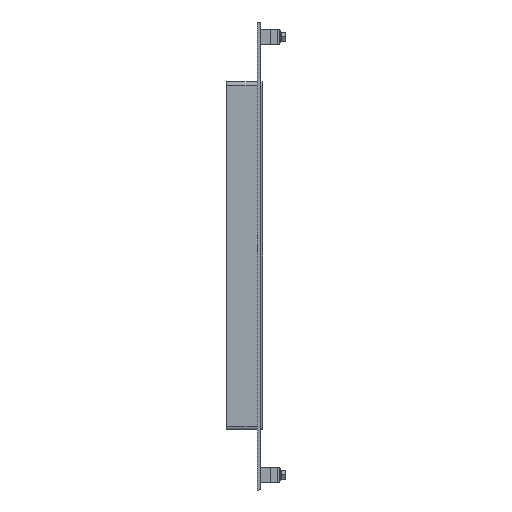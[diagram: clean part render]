
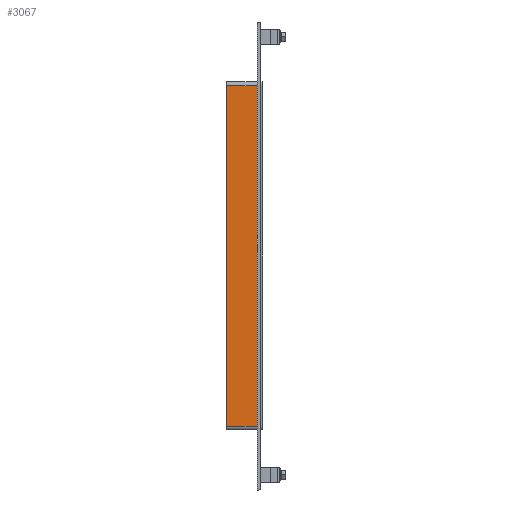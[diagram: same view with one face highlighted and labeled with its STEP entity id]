
A CAD part, left-side view. The second image highlights one B-rep face of the part: STEP entity #3067.
In plain terms, the highlighted planar face has unit normal (-1, 0, 0).
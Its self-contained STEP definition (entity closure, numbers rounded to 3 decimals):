
#1850=CARTESIAN_POINT('',(-392.5,57.0,-284.));
#1851=VERTEX_POINT('',#1850);
#1861=CARTESIAN_POINT('',(-392.5,57.0,284.0));
#1862=VERTEX_POINT('',#1861);
#1863=CARTESIAN_POINT('',(-392.5,57.0,-284.));
#1864=DIRECTION('',(0.0,0.0,1.0));
#1865=VECTOR('',#1864,568.0);
#1866=LINE('',#1863,#1865);
#1867=EDGE_CURVE('',#1851,#1862,#1866,.T.);
#2561=CARTESIAN_POINT('',(-392.5,6.,284.0));
#2562=VERTEX_POINT('',#2561);
#2572=CARTESIAN_POINT('',(-392.5,6.,-284.));
#2573=VERTEX_POINT('',#2572);
#2574=CARTESIAN_POINT('',(-392.5,6.,-284.));
#2575=DIRECTION('',(0.0,0.0,1.0));
#2576=VECTOR('',#2575,568.0);
#2577=LINE('',#2574,#2576);
#2578=EDGE_CURVE('',#2573,#2562,#2577,.T.);
#3006=CARTESIAN_POINT('',(-392.5,6.,-284.));
#3007=DIRECTION('',(0.0,1.0,0.0));
#3008=VECTOR('',#3007,51.0);
#3009=LINE('',#3006,#3008);
#3010=EDGE_CURVE('',#2573,#1851,#3009,.T.);
#3051=CARTESIAN_POINT('',(-392.5,0.0,-290.0));
#3052=DIRECTION('',(-1.0,0.0,0.0));
#3053=DIRECTION('',(0.0,0.0,1.0));
#3054=AXIS2_PLACEMENT_3D('',#3051,#3052,#3053);
#3055=PLANE('',#3054);
#3056=ORIENTED_EDGE('',*,*,#2578,.T.);
#3057=CARTESIAN_POINT('',(-392.5,57.0,284.0));
#3058=DIRECTION('',(0.0,-1.0,0.0));
#3059=VECTOR('',#3058,51.0);
#3060=LINE('',#3057,#3059);
#3061=EDGE_CURVE('',#1862,#2562,#3060,.T.);
#3062=ORIENTED_EDGE('',*,*,#3061,.F.);
#3063=ORIENTED_EDGE('',*,*,#1867,.F.);
#3064=ORIENTED_EDGE('',*,*,#3010,.F.);
#3065=EDGE_LOOP('',(#3056,#3062,#3063,#3064));
#3066=FACE_OUTER_BOUND('',#3065,.T.);
#3067=ADVANCED_FACE('',(#3066),#3055,.T.);
